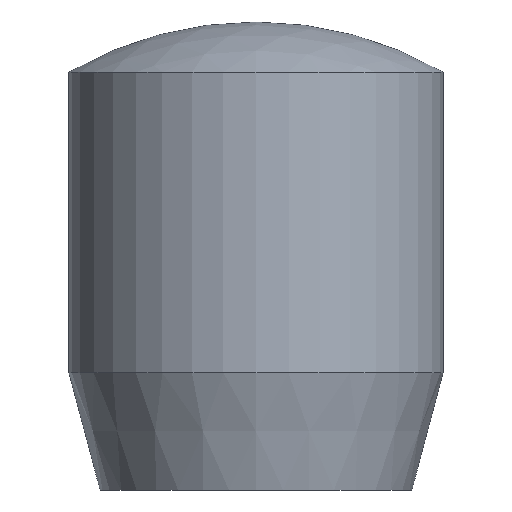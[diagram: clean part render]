
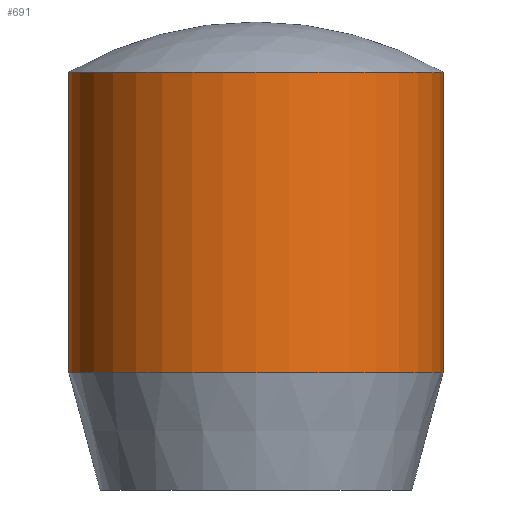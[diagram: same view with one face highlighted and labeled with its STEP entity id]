
A CAD part, front view. The second image highlights one B-rep face of the part: STEP entity #691.
In plain terms, the highlighted cylindrical face has radius 4 mm (diameter 8 mm), a partial arc.
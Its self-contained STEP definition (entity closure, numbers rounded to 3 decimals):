
#19 = AXIS2_PLACEMENT_3D ( 'NONE', #510, #496, #562 ) ;
#22 = DIRECTION ( 'NONE',  ( 0., 0., -1. ) ) ;
#23 = DIRECTION ( 'NONE',  ( 0., 0., -1. ) ) ;
#26 = VECTOR ( 'NONE', #22, 1000. ) ;
#35 = DIRECTION ( 'NONE',  ( 0., 0., -1. ) ) ;
#37 = CARTESIAN_POINT ( 'NONE',  ( 0., 0., 5. ) ) ;
#42 = DIRECTION ( 'NONE',  ( -1., 0., 0. ) ) ;
#69 = EDGE_CURVE ( 'NONE', #672, #617, #469, .T. ) ;
#85 = CARTESIAN_POINT ( 'NONE',  ( 4., 0., 5. ) ) ;
#137 = CARTESIAN_POINT ( 'NONE',  ( 4., 0., 3.928 ) ) ;
#162 = DIRECTION ( 'NONE',  ( 1., 0., 0. ) ) ;
#169 = ORIENTED_EDGE ( 'NONE', *, *, #320, .T. ) ;
#170 = DIRECTION ( 'NONE',  ( 0., 0., 1. ) ) ;
#172 = CARTESIAN_POINT ( 'NONE',  ( 0., 0., -2.5 ) ) ;
#187 = AXIS2_PLACEMENT_3D ( 'NONE', #172, #170, #162 ) ;
#276 = LINE ( 'NONE', #85, #26 ) ;
#306 = CIRCLE ( 'NONE', #187, 4. ) ;
#320 = EDGE_CURVE ( 'NONE', #575, #512, #306, .T. ) ;
#323 = CYLINDRICAL_SURFACE ( 'NONE', #344, 4. ) ;
#332 = CARTESIAN_POINT ( 'NONE',  ( -4., 0., 3.928 ) ) ;
#341 = CARTESIAN_POINT ( 'NONE',  ( -4., 0., -2.5 ) ) ;
#344 = AXIS2_PLACEMENT_3D ( 'NONE', #37, #23, #42 ) ;
#354 = FACE_OUTER_BOUND ( 'NONE', #822, .T. ) ;
#362 = EDGE_CURVE ( 'NONE', #672, #512, #276, .T. ) ;
#386 = EDGE_CURVE ( 'NONE', #617, #575, #719, .T. ) ;
#394 = CARTESIAN_POINT ( 'NONE',  ( 4., 0., -2.5 ) ) ;
#469 = CIRCLE ( 'NONE', #19, 4. ) ;
#496 = DIRECTION ( 'NONE',  ( 0., 0., -1. ) ) ;
#510 = CARTESIAN_POINT ( 'NONE',  ( 0., 0., 3.928 ) ) ;
#512 = VERTEX_POINT ( 'NONE', #394 ) ;
#538 = ORIENTED_EDGE ( 'NONE', *, *, #386, .T. ) ;
#562 = DIRECTION ( 'NONE',  ( -1., 0., 0. ) ) ;
#575 = VERTEX_POINT ( 'NONE', #341 ) ;
#611 = ORIENTED_EDGE ( 'NONE', *, *, #362, .F. ) ;
#617 = VERTEX_POINT ( 'NONE', #332 ) ;
#672 = VERTEX_POINT ( 'NONE', #137 ) ;
#680 = CARTESIAN_POINT ( 'NONE',  ( -4., 0., 5. ) ) ;
#691 = ADVANCED_FACE ( 'NONE', ( #354 ), #323, .T. ) ;
#719 = LINE ( 'NONE', #680, #732 ) ;
#732 = VECTOR ( 'NONE', #35, 1000. ) ;
#822 = EDGE_LOOP ( 'NONE', ( #611, #831, #538, #169 ) ) ;
#831 = ORIENTED_EDGE ( 'NONE', *, *, #69, .T. ) ;
